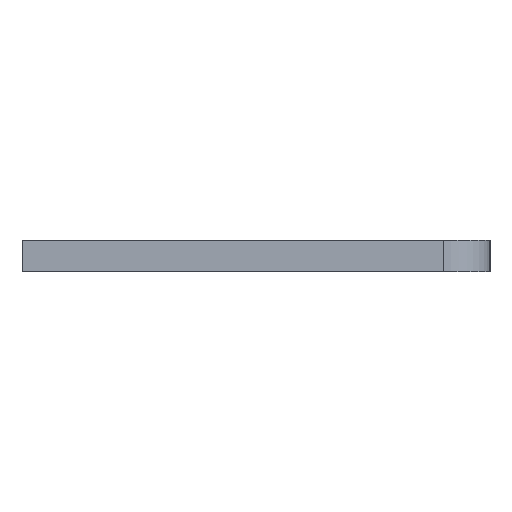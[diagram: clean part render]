
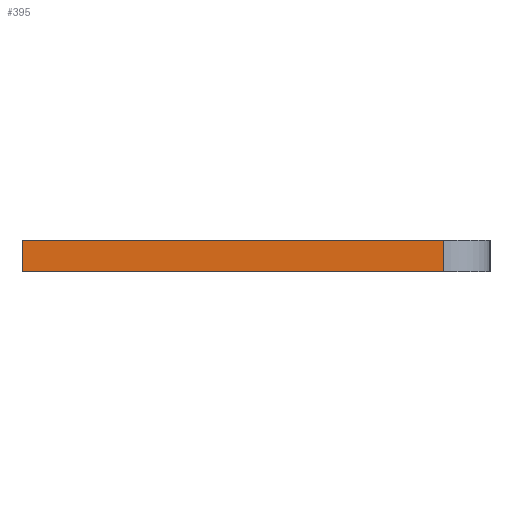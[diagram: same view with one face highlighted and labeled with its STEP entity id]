
A CAD part, left-side view. The second image highlights one B-rep face of the part: STEP entity #395.
In plain terms, the highlighted planar face has unit normal (-1, 0, 0).
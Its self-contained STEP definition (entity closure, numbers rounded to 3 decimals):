
#337=CARTESIAN_POINT('',(-61.9,-13.5,0.5));
#338=VERTEX_POINT('',#337);
#346=CARTESIAN_POINT('',(-61.9,-13.5,-0.5));
#347=VERTEX_POINT('',#346);
#348=CARTESIAN_POINT('',(-61.9,-13.5,-0.5));
#349=DIRECTION('',(0.0,0.0,1.0));
#350=VECTOR('',#349,1.0);
#351=LINE('',#348,#350);
#352=EDGE_CURVE('',#347,#338,#351,.T.);
#365=CARTESIAN_POINT('',(-61.9,-13.5,0.0));
#366=DIRECTION('',(-1.0,0.0,0.0));
#367=DIRECTION('',(0.0,0.0,1.0));
#368=AXIS2_PLACEMENT_3D('',#365,#366,#367);
#369=PLANE('',#368);
#370=CARTESIAN_POINT('',(-61.9,0.0,0.5));
#371=VERTEX_POINT('',#370);
#372=CARTESIAN_POINT('',(-61.9,-13.5,0.5));
#373=DIRECTION('',(0.0,1.0,0.0));
#374=VECTOR('',#373,13.5);
#375=LINE('',#372,#374);
#376=EDGE_CURVE('',#338,#371,#375,.T.);
#377=ORIENTED_EDGE('',*,*,#376,.T.);
#378=CARTESIAN_POINT('',(-61.9,0.0,-0.5));
#379=VERTEX_POINT('',#378);
#380=CARTESIAN_POINT('',(-61.9,0.0,0.5));
#381=DIRECTION('',(0.0,0.0,-1.0));
#382=VECTOR('',#381,1.0);
#383=LINE('',#380,#382);
#384=EDGE_CURVE('',#371,#379,#383,.T.);
#385=ORIENTED_EDGE('',*,*,#384,.T.);
#386=CARTESIAN_POINT('',(-61.9,0.0,-0.5));
#387=DIRECTION('',(0.0,-1.0,0.0));
#388=VECTOR('',#387,13.5);
#389=LINE('',#386,#388);
#390=EDGE_CURVE('',#379,#347,#389,.T.);
#391=ORIENTED_EDGE('',*,*,#390,.T.);
#392=ORIENTED_EDGE('',*,*,#352,.T.);
#393=EDGE_LOOP('',(#377,#385,#391,#392));
#394=FACE_OUTER_BOUND('',#393,.T.);
#395=ADVANCED_FACE('',(#394),#369,.T.);
